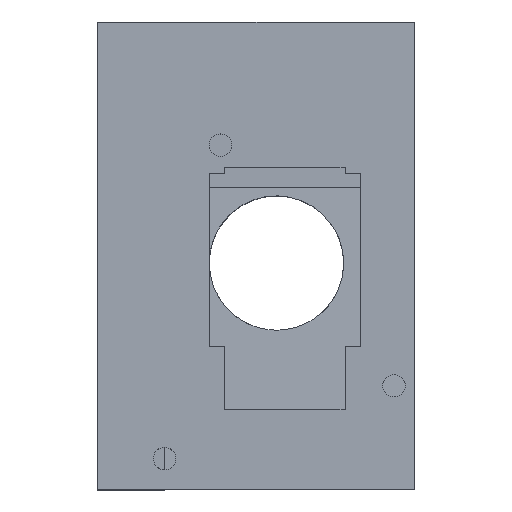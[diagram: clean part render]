
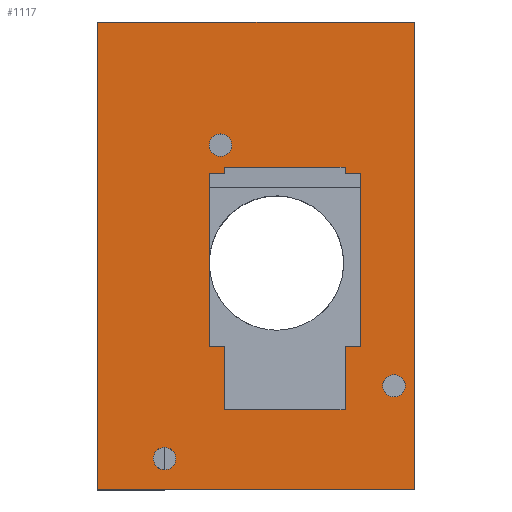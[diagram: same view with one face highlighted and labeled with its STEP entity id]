
A CAD part, top view. The second image highlights one B-rep face of the part: STEP entity #1117.
In plain terms, the highlighted planar face has unit normal (0, 0, 1).
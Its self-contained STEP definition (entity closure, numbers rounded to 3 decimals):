
#25=FACE_BOUND('',#392,.T.);
#26=FACE_BOUND('',#393,.T.);
#27=FACE_BOUND('',#394,.T.);
#28=FACE_BOUND('',#395,.T.);
#69=LINE('',#1749,#176);
#82=LINE('',#1777,#189);
#87=LINE('',#1790,#194);
#88=LINE('',#1791,#195);
#89=LINE('',#1800,#196);
#90=LINE('',#1802,#197);
#91=LINE('',#1804,#198);
#92=LINE('',#1806,#199);
#93=LINE('',#1808,#200);
#94=LINE('',#1810,#201);
#95=LINE('',#1812,#202);
#96=LINE('',#1814,#203);
#97=LINE('',#1816,#204);
#98=LINE('',#1818,#205);
#99=LINE('',#1820,#206);
#100=LINE('',#1821,#207);
#176=VECTOR('',#1437,10.);
#189=VECTOR('',#1460,10.);
#194=VECTOR('',#1471,10.);
#195=VECTOR('',#1472,10.);
#196=VECTOR('',#1479,10.);
#197=VECTOR('',#1480,10.);
#198=VECTOR('',#1481,10.);
#199=VECTOR('',#1482,10.);
#200=VECTOR('',#1483,10.);
#201=VECTOR('',#1484,10.);
#202=VECTOR('',#1485,10.);
#203=VECTOR('',#1486,10.);
#204=VECTOR('',#1487,10.);
#205=VECTOR('',#1488,10.);
#206=VECTOR('',#1489,10.);
#207=VECTOR('',#1490,10.);
#315=FACE_OUTER_BOUND('',#391,.T.);
#391=EDGE_LOOP('',(#856,#857,#858,#859));
#392=EDGE_LOOP('',(#860));
#393=EDGE_LOOP('',(#861));
#394=EDGE_LOOP('',(#862));
#395=EDGE_LOOP('',(#863,#864,#865,#866,#867,#868,#869,#870,#871,#872,#873,
#874));
#472=CIRCLE('',#1241,1.);
#473=CIRCLE('',#1242,1.);
#474=CIRCLE('',#1243,1.);
#519=VERTEX_POINT('',#1746);
#520=VERTEX_POINT('',#1748);
#530=VERTEX_POINT('',#1776);
#535=VERTEX_POINT('',#1789);
#536=VERTEX_POINT('',#1792);
#537=VERTEX_POINT('',#1794);
#538=VERTEX_POINT('',#1796);
#539=VERTEX_POINT('',#1798);
#540=VERTEX_POINT('',#1799);
#541=VERTEX_POINT('',#1801);
#542=VERTEX_POINT('',#1803);
#543=VERTEX_POINT('',#1805);
#544=VERTEX_POINT('',#1807);
#545=VERTEX_POINT('',#1809);
#546=VERTEX_POINT('',#1811);
#547=VERTEX_POINT('',#1813);
#548=VERTEX_POINT('',#1815);
#549=VERTEX_POINT('',#1817);
#550=VERTEX_POINT('',#1819);
#635=EDGE_CURVE('',#520,#519,#69,.T.);
#649=EDGE_CURVE('',#520,#530,#82,.T.);
#656=EDGE_CURVE('',#519,#535,#87,.T.);
#657=EDGE_CURVE('',#535,#530,#88,.T.);
#658=EDGE_CURVE('',#536,#536,#472,.T.);
#659=EDGE_CURVE('',#537,#537,#473,.T.);
#660=EDGE_CURVE('',#538,#538,#474,.T.);
#661=EDGE_CURVE('',#539,#540,#89,.T.);
#662=EDGE_CURVE('',#540,#541,#90,.T.);
#663=EDGE_CURVE('',#541,#542,#91,.T.);
#664=EDGE_CURVE('',#542,#543,#92,.T.);
#665=EDGE_CURVE('',#543,#544,#93,.T.);
#666=EDGE_CURVE('',#544,#545,#94,.T.);
#667=EDGE_CURVE('',#545,#546,#95,.T.);
#668=EDGE_CURVE('',#546,#547,#96,.T.);
#669=EDGE_CURVE('',#547,#548,#97,.T.);
#670=EDGE_CURVE('',#548,#549,#98,.T.);
#671=EDGE_CURVE('',#549,#550,#99,.T.);
#672=EDGE_CURVE('',#550,#539,#100,.T.);
#856=ORIENTED_EDGE('',*,*,#649,.F.);
#857=ORIENTED_EDGE('',*,*,#635,.T.);
#858=ORIENTED_EDGE('',*,*,#656,.T.);
#859=ORIENTED_EDGE('',*,*,#657,.T.);
#860=ORIENTED_EDGE('',*,*,#658,.T.);
#861=ORIENTED_EDGE('',*,*,#659,.T.);
#862=ORIENTED_EDGE('',*,*,#660,.T.);
#863=ORIENTED_EDGE('',*,*,#661,.T.);
#864=ORIENTED_EDGE('',*,*,#662,.T.);
#865=ORIENTED_EDGE('',*,*,#663,.T.);
#866=ORIENTED_EDGE('',*,*,#664,.T.);
#867=ORIENTED_EDGE('',*,*,#665,.T.);
#868=ORIENTED_EDGE('',*,*,#666,.T.);
#869=ORIENTED_EDGE('',*,*,#667,.T.);
#870=ORIENTED_EDGE('',*,*,#668,.T.);
#871=ORIENTED_EDGE('',*,*,#669,.T.);
#872=ORIENTED_EDGE('',*,*,#670,.T.);
#873=ORIENTED_EDGE('',*,*,#671,.T.);
#874=ORIENTED_EDGE('',*,*,#672,.T.);
#1054=PLANE('',#1240);
#1117=ADVANCED_FACE('',(#315,#25,#26,#27,#28),#1054,.F.);
#1240=AXIS2_PLACEMENT_3D('',#1788,#1469,#1470);
#1241=AXIS2_PLACEMENT_3D('',#1793,#1473,#1474);
#1242=AXIS2_PLACEMENT_3D('',#1795,#1475,#1476);
#1243=AXIS2_PLACEMENT_3D('',#1797,#1477,#1478);
#1437=DIRECTION('',(-1.,0.,0.));
#1460=DIRECTION('',(0.,-1.,0.));
#1469=DIRECTION('center_axis',(0.,0.,
-1.));
#1470=DIRECTION('ref_axis',(-1.,0.,0.));
#1471=DIRECTION('',(0.,-1.,0.));
#1472=DIRECTION('',(1.,0.,0.));
#1473=DIRECTION('center_axis',(0.,0.,
-1.));
#1474=DIRECTION('ref_axis',(1.,0.,0.));
#1475=DIRECTION('center_axis',(0.,0.,
-1.));
#1476=DIRECTION('ref_axis',(1.,0.,0.));
#1477=DIRECTION('center_axis',(0.,0.,
-1.));
#1478=DIRECTION('ref_axis',(1.,0.,0.));
#1479=DIRECTION('',(0.,1.,0.));
#1480=DIRECTION('',(-1.,0.,0.));
#1481=DIRECTION('',(0.,1.,0.));
#1482=DIRECTION('',(1.,0.,0.));
#1483=DIRECTION('',(0.,1.,0.));
#1484=DIRECTION('',(1.,0.,0.));
#1485=DIRECTION('',(0.,-1.,0.));
#1486=DIRECTION('',(1.,0.,0.));
#1487=DIRECTION('',(0.,-1.,0.));
#1488=DIRECTION('',(-1.,0.,0.));
#1489=DIRECTION('',(0.,-1.,0.));
#1490=DIRECTION('',(-1.,0.,0.));
#1746=CARTESIAN_POINT('',(17.302,-57.511,8.183));
#1748=CARTESIAN_POINT('',(45.568,-57.511,8.183));
#1749=CARTESIAN_POINT('',(45.568,-57.511,8.183));
#1776=CARTESIAN_POINT('',(45.568,-99.265,8.183));
#1777=CARTESIAN_POINT('',(45.568,-57.511,8.183));
#1788=CARTESIAN_POINT('Origin',(31.435,-83.265,8.183));
#1789=CARTESIAN_POINT('',(17.302,-99.265,8.183));
#1790=CARTESIAN_POINT('',(17.302,-67.265,8.183));
#1791=CARTESIAN_POINT('',(17.302,-99.265,8.183));
#1792=CARTESIAN_POINT('',(27.265,-68.511,8.183));
#1793=CARTESIAN_POINT('Origin',(28.265,-68.511,8.183));
#1794=CARTESIAN_POINT('',(22.265,-96.511,8.183));
#1795=CARTESIAN_POINT('Origin',(23.265,-96.511,8.183));
#1796=CARTESIAN_POINT('',(42.765,-90.011,8.183));
#1797=CARTESIAN_POINT('Origin',(43.765,-90.011,8.183));
#1798=CARTESIAN_POINT('',(28.654,-92.151,8.183));
#1799=CARTESIAN_POINT('',(28.654,-86.511,8.183));
#1800=CARTESIAN_POINT('',(28.654,-87.708,8.183));
#1801=CARTESIAN_POINT('',(27.265,-86.511,8.183));
#1802=CARTESIAN_POINT('',(36.1,-86.511,8.183));
#1803=CARTESIAN_POINT('',(27.265,-71.011,8.183));
#1804=CARTESIAN_POINT('',(27.265,-84.888,8.183));
#1805=CARTESIAN_POINT('',(28.654,-71.011,8.183));
#1806=CARTESIAN_POINT('',(29.35,-71.011,8.183));
#1807=CARTESIAN_POINT('',(28.654,-70.47,8.183));
#1808=CARTESIAN_POINT('',(28.654,-87.708,8.183));
#1809=CARTESIAN_POINT('',(39.387,-70.47,8.183));
#1810=CARTESIAN_POINT('',(30.045,-70.47,8.183));
#1811=CARTESIAN_POINT('',(39.387,-71.011,8.183));
#1812=CARTESIAN_POINT('',(39.387,-76.868,8.183));
#1813=CARTESIAN_POINT('',(40.765,-71.011,8.183));
#1814=CARTESIAN_POINT('',(29.35,-71.011,8.183));
#1815=CARTESIAN_POINT('',(40.765,-86.511,8.183));
#1816=CARTESIAN_POINT('',(40.765,-77.138,8.183));
#1817=CARTESIAN_POINT('',(39.387,-86.511,8.183));
#1818=CARTESIAN_POINT('',(36.1,-86.511,8.183));
#1819=CARTESIAN_POINT('',(39.387,-92.151,8.183));
#1820=CARTESIAN_POINT('',(39.387,-76.868,8.183));
#1821=CARTESIAN_POINT('',(35.411,-92.151,8.183));
